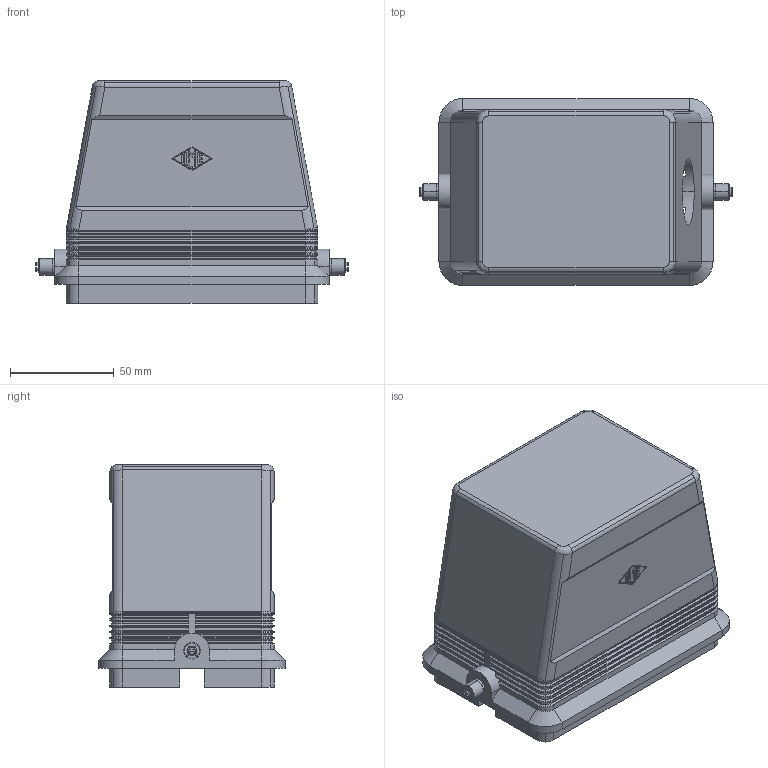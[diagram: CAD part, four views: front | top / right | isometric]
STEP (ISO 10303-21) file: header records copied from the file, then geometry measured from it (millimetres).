
FILE_DESCRIPTION((''),'2;1');
FILE_NAME('MFO 48 L32.stp','2007-01-02T15:48:13',('CADmaster'),(''),'Autodesk Inventor 7','Autodesk Inventor 7','');
FILE_SCHEMA(('AUTOMOTIVE_DESIGN { 1 0 10303 214 1 1 1 1 }'));
Length unit declared in the file: millimetre
Products named in the file (1): CH_MH Tüllengehäuse Verschluss für 1 Bügel  104_62 Teil 1
Bounding box: 150.5 x 90 x 107 mm (x, y, z)
Volume: 238382.3 mm3; surface area: 96944.1 mm2
Topology: 1 solids, 1 shells, 663 faces, 1723 edges, 1070 vertices
Faces by surface type: plane 237, cylinder 177, bspline 143, cone 94, torus 8, sphere 4
Entity records: 21421 total; most frequent: CARTESIAN_POINT 5210, ORIENTED_EDGE 3422, DIRECTION 3393, EDGE_CURVE 1711, AXIS2_PLACEMENT_3D 1173, VERTEX_POINT 1070, VECTOR 1047, LINE 1047
